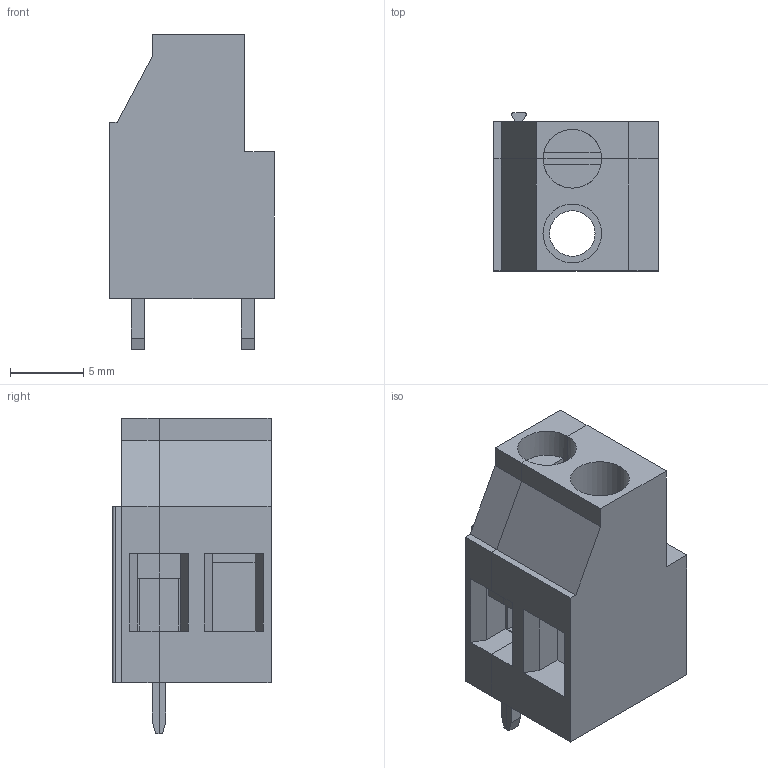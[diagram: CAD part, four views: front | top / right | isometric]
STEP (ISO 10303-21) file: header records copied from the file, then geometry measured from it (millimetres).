
FILE_DESCRIPTION( ( 'Unknown' ), '1' );
FILE_NAME( '691254610001.stp', 'Unknown', ( 'Unknown' ), ( 'Unknown' ), 'PSStep 18.0.17', 'Unknown', ' ' );
FILE_SCHEMA( ( 'AUTOMOTIVE_DESIGN { 1 0 10303 214 1 1 1 1 }' ) );
Length unit declared in the file: millimetre
Products named in the file (3): Assem1; 6912546100xx_SX; 6912546100xx_CNT1
Assembly tree (2 placements, depth 2):
  Assem1
    6912546100xx_SX
    6912546100xx_CNT1
Bounding box: 11.2 x 10.76 x 21.5 mm (x, y, z)
Volume: 1262.6 mm3; surface area: 1691 mm2
Topology: 2 solids, 2 shells, 96 faces, 270 edges, 180 vertices
Faces by surface type: plane 90, cylinder 6
Full cylindrical faces by diameter (mm): 3.1 x1, 4 x1
Entity records: 3870 total; most frequent: CARTESIAN_POINT 547, ORIENTED_EDGE 536, DIRECTION 482, EDGE_CURVE 268, LINE 252, VECTOR 252, VERTEX_POINT 180, AXIS2_PLACEMENT_3D 115
